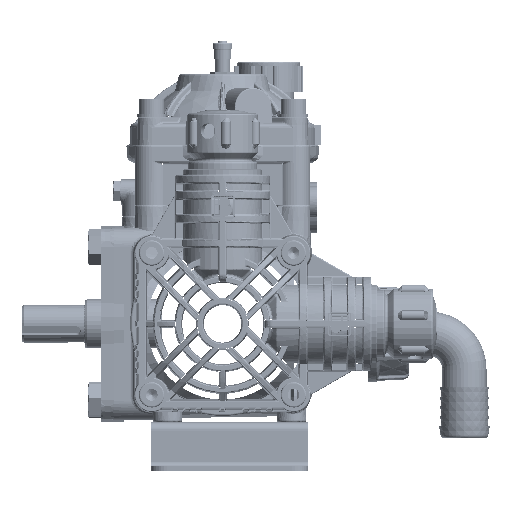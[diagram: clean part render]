
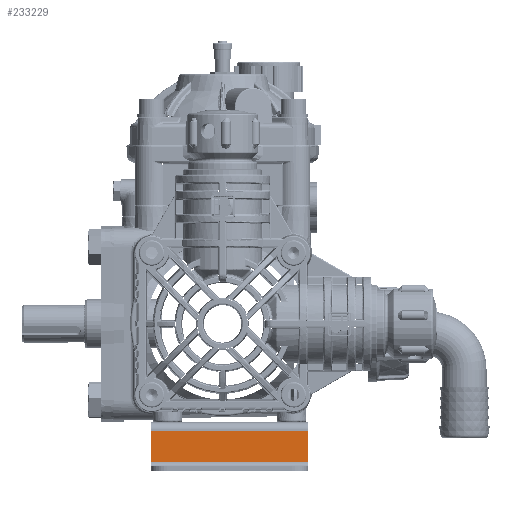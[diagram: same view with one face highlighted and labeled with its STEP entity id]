
A CAD part, front view. The second image highlights one B-rep face of the part: STEP entity #233229.
In plain terms, the highlighted planar face has unit normal (0, -1, 0).
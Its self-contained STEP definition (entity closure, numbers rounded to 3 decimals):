
#3973 = FACE_OUTER_BOUND ( 'NONE', #27194, .T. ) ;
#11619 = EDGE_CURVE ( 'NONE', #80963, #122237, #228142, .T. ) ;
#27194 = EDGE_LOOP ( 'NONE', ( #56171, #75863, #80292, #101463 ) ) ;
#29713 = CARTESIAN_POINT ( 'NONE',  ( -36.5, -57., -70. ) ) ;
#40433 = VECTOR ( 'NONE', #216328, 1000. ) ;
#41917 = DIRECTION ( 'NONE',  ( -1., 0., 0. ) ) ;
#42774 = CARTESIAN_POINT ( 'NONE',  ( 3.5, -57., -54.5 ) ) ;
#56171 = ORIENTED_EDGE ( 'NONE', *, *, #153465, .T. ) ;
#67003 = DIRECTION ( 'NONE',  ( 1., 0., 0. ) ) ;
#68812 = VECTOR ( 'NONE', #41917, 1000. ) ;
#70552 = LINE ( 'NONE', #42774, #68812 ) ;
#75863 = ORIENTED_EDGE ( 'NONE', *, *, #152675, .T. ) ;
#77327 = CARTESIAN_POINT ( 'NONE',  ( 43.5, -57., -63.198 ) ) ;
#80292 = ORIENTED_EDGE ( 'NONE', *, *, #11619, .F. ) ;
#80963 = VERTEX_POINT ( 'NONE', #99637 ) ;
#99637 = CARTESIAN_POINT ( 'NONE',  ( 43.5, -57., -54.5 ) ) ;
#100446 = CARTESIAN_POINT ( 'NONE',  ( 3.5, -57., -70. ) ) ;
#100505 = LINE ( 'NONE', #212212, #40433 ) ;
#101274 = LINE ( 'NONE', #100446, #114071 ) ;
#101463 = ORIENTED_EDGE ( 'NONE', *, *, #229765, .T. ) ;
#108339 = AXIS2_PLACEMENT_3D ( 'NONE', #114913, #114605, #114562 ) ;
#110960 = CARTESIAN_POINT ( 'NONE',  ( -36.5, -57., -54.5 ) ) ;
#114071 = VECTOR ( 'NONE', #67003, 1000. ) ;
#114562 = DIRECTION ( 'NONE',  ( -1., 0., 0. ) ) ;
#114605 = DIRECTION ( 'NONE',  ( 0., -1., 0. ) ) ;
#114913 = CARTESIAN_POINT ( 'NONE',  ( 3.5, -57., -70. ) ) ;
#116543 = CARTESIAN_POINT ( 'NONE',  ( 43.5, -57., -70. ) ) ;
#117424 = PLANE ( 'NONE',  #108339 ) ;
#122237 = VERTEX_POINT ( 'NONE', #116543 ) ;
#128828 = VERTEX_POINT ( 'NONE', #29713 ) ;
#140565 = VECTOR ( 'NONE', #182511, 1000. ) ;
#152675 = EDGE_CURVE ( 'NONE', #128828, #122237, #101274, .T. ) ;
#153465 = EDGE_CURVE ( 'NONE', #157248, #128828, #100505, .T. ) ;
#157248 = VERTEX_POINT ( 'NONE', #110960 ) ;
#182511 = DIRECTION ( 'NONE',  ( 0., 0., -1. ) ) ;
#212212 = CARTESIAN_POINT ( 'NONE',  ( -36.5, -57., -63.198 ) ) ;
#216328 = DIRECTION ( 'NONE',  ( 0., 0., -1. ) ) ;
#228142 = LINE ( 'NONE', #77327, #140565 ) ;
#229765 = EDGE_CURVE ( 'NONE', #80963, #157248, #70552, .T. ) ;
#233229 = ADVANCED_FACE ( 'NONE', ( #3973 ), #117424, .T. ) ;
